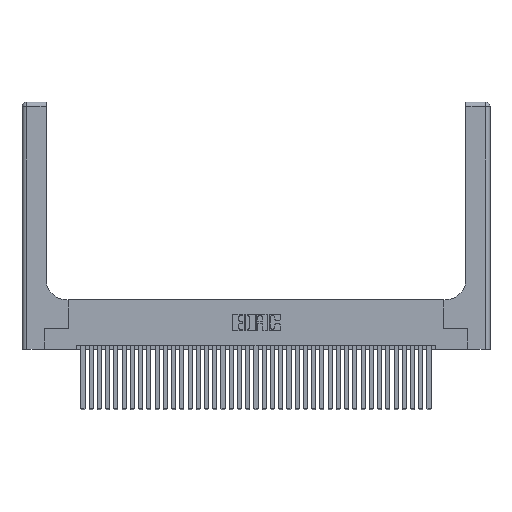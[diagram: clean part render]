
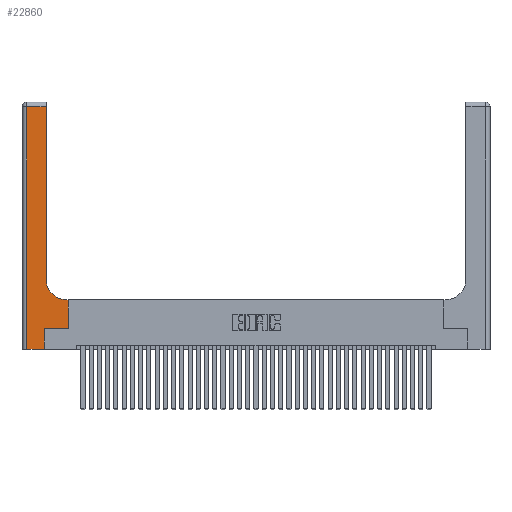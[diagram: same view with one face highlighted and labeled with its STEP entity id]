
A CAD part, top view. The second image highlights one B-rep face of the part: STEP entity #22860.
In plain terms, the highlighted planar face has unit normal (0, 0, 1).
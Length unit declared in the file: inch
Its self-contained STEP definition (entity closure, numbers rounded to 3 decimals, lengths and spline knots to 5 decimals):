
#169 = DIRECTION ( 'NONE',  ( 0., -1., 0. ) ) ;
#1467 = EDGE_CURVE ( 'NONE', #30420, #1742, #14626, .T. ) ;
#1698 = CARTESIAN_POINT ( 'NONE',  ( 0.269, 0., 0.37 ) ) ;
#1742 = VERTEX_POINT ( 'NONE', #17272 ) ;
#1979 = ORIENTED_EDGE ( 'NONE', *, *, #19202, .T. ) ;
#2966 = CARTESIAN_POINT ( 'NONE',  ( 0., 2.94, 0.37 ) ) ;
#3744 = DIRECTION ( 'NONE',  ( 0., 0., -1. ) ) ;
#4144 = VECTOR ( 'NONE', #4743, 39.37008 ) ;
#4308 = EDGE_CURVE ( 'NONE', #33283, #13693, #12580, .T. ) ;
#4743 = DIRECTION ( 'NONE',  ( 0., 1., 0. ) ) ;
#4938 = DIRECTION ( 'NONE',  ( -1., 0., 0. ) ) ;
#5070 = LINE ( 'NONE', #1698, #4144 ) ;
#5956 = DIRECTION ( 'NONE',  ( -1., 0., 0. ) ) ;
#6178 = ORIENTED_EDGE ( 'NONE', *, *, #18306, .T. ) ;
#8629 = EDGE_CURVE ( 'NONE', #23538, #26706, #19766, .T. ) ;
#9059 = CARTESIAN_POINT ( 'NONE',  ( 0.269, 0.25, 0.37 ) ) ;
#10670 = CARTESIAN_POINT ( 'NONE',  ( 0.2915, 0.85, 0.37 ) ) ;
#10923 = VECTOR ( 'NONE', #37676, 39.37008 ) ;
#11241 = CARTESIAN_POINT ( 'NONE',  ( 0.5585, 0.6, 0.37 ) ) ;
#11305 = FACE_OUTER_BOUND ( 'NONE', #33854, .T. ) ;
#11337 = EDGE_CURVE ( 'NONE', #23832, #17208, #21384, .T. ) ;
#12497 = AXIS2_PLACEMENT_3D ( 'NONE', #14936, #38615, #20924 ) ;
#12580 = LINE ( 'NONE', #34644, #27429 ) ;
#13595 = EDGE_CURVE ( 'NONE', #26706, #28346, #17568, .T. ) ;
#13651 = CIRCLE ( 'NONE', #26401, 0.25 ) ;
#13693 = VERTEX_POINT ( 'NONE', #18099 ) ;
#14626 = LINE ( 'NONE', #15878, #21617 ) ;
#14936 = CARTESIAN_POINT ( 'NONE',  ( 0., 3., 0.37 ) ) ;
#15088 = CARTESIAN_POINT ( 'NONE',  ( 0.269, 0.25, 0.37 ) ) ;
#15878 = CARTESIAN_POINT ( 'NONE',  ( 0., 0., 0.37 ) ) ;
#16731 = VECTOR ( 'NONE', #169, 39.37008 ) ;
#17208 = VERTEX_POINT ( 'NONE', #26286 ) ;
#17272 = CARTESIAN_POINT ( 'NONE',  ( 0.269, 0., 0.37 ) ) ;
#17568 = LINE ( 'NONE', #2966, #32456 ) ;
#17653 = LINE ( 'NONE', #26890, #16731 ) ;
#17871 = ORIENTED_EDGE ( 'NONE', *, *, #11337, .T. ) ;
#17955 = PLANE ( 'NONE',  #12497 ) ;
#18099 = CARTESIAN_POINT ( 'NONE',  ( 0.5415, 0.6, 0.37 ) ) ;
#18306 = EDGE_CURVE ( 'NONE', #28346, #30420, #17653, .T. ) ;
#19043 = DIRECTION ( 'NONE',  ( 0., 1., 0. ) ) ;
#19202 = EDGE_CURVE ( 'NONE', #1742, #23832, #5070, .T. ) ;
#19766 = LINE ( 'NONE', #37578, #10923 ) ;
#20924 = DIRECTION ( 'NONE',  ( -1., 0., 0. ) ) ;
#20933 = ORIENTED_EDGE ( 'NONE', *, *, #4308, .T. ) ;
#21384 = LINE ( 'NONE', #15088, #29288 ) ;
#21573 = CARTESIAN_POINT ( 'NONE',  ( 0.5415, 0.85, 0.37 ) ) ;
#21617 = VECTOR ( 'NONE', #24816, 39.37008 ) ;
#22860 = ADVANCED_FACE ( 'NONE', ( #11305 ), #17955, .F. ) ;
#23017 = EDGE_CURVE ( 'NONE', #13693, #23538, #13651, .T. ) ;
#23407 = VECTOR ( 'NONE', #19043, 39.37008 ) ;
#23538 = VERTEX_POINT ( 'NONE', #10670 ) ;
#23832 = VERTEX_POINT ( 'NONE', #9059 ) ;
#24548 = DIRECTION ( 'NONE',  ( 1., 0., 0. ) ) ;
#24816 = DIRECTION ( 'NONE',  ( 1., 0., 0. ) ) ;
#24822 = ORIENTED_EDGE ( 'NONE', *, *, #31385, .T. ) ;
#25276 = ORIENTED_EDGE ( 'NONE', *, *, #23017, .T. ) ;
#26286 = CARTESIAN_POINT ( 'NONE',  ( 0.5585, 0.25, 0.37 ) ) ;
#26401 = AXIS2_PLACEMENT_3D ( 'NONE', #21573, #3744, #24548 ) ;
#26706 = VERTEX_POINT ( 'NONE', #33004 ) ;
#26890 = CARTESIAN_POINT ( 'NONE',  ( 0.06, 3., 0.37 ) ) ;
#27429 = VECTOR ( 'NONE', #4938, 39.37008 ) ;
#27584 = ORIENTED_EDGE ( 'NONE', *, *, #13595, .T. ) ;
#28346 = VERTEX_POINT ( 'NONE', #31458 ) ;
#29288 = VECTOR ( 'NONE', #35929, 39.37008 ) ;
#29725 = CARTESIAN_POINT ( 'NONE',  ( 0.06, 0., 0.37 ) ) ;
#30420 = VERTEX_POINT ( 'NONE', #29725 ) ;
#31385 = EDGE_CURVE ( 'NONE', #17208, #33283, #32273, .T. ) ;
#31458 = CARTESIAN_POINT ( 'NONE',  ( 0.06, 2.94, 0.37 ) ) ;
#32273 = LINE ( 'NONE', #36864, #23407 ) ;
#32456 = VECTOR ( 'NONE', #5956, 39.37008 ) ;
#33004 = CARTESIAN_POINT ( 'NONE',  ( 0.2915, 2.94, 0.37 ) ) ;
#33283 = VERTEX_POINT ( 'NONE', #11241 ) ;
#33854 = EDGE_LOOP ( 'NONE', ( #36957, #27584, #6178, #35518, #1979, #17871, #24822, #20933, #25276 ) ) ;
#34644 = CARTESIAN_POINT ( 'NONE',  ( 0.2915, 0.6, 0.37 ) ) ;
#35518 = ORIENTED_EDGE ( 'NONE', *, *, #1467, .T. ) ;
#35929 = DIRECTION ( 'NONE',  ( 1., 0., 0. ) ) ;
#36864 = CARTESIAN_POINT ( 'NONE',  ( 0.5585, 0.25, 0.37 ) ) ;
#36957 = ORIENTED_EDGE ( 'NONE', *, *, #8629, .T. ) ;
#37578 = CARTESIAN_POINT ( 'NONE',  ( 0.2915, 3., 0.37 ) ) ;
#37676 = DIRECTION ( 'NONE',  ( 0., 1., 0. ) ) ;
#38615 = DIRECTION ( 'NONE',  ( 0., 0., -1. ) ) ;
